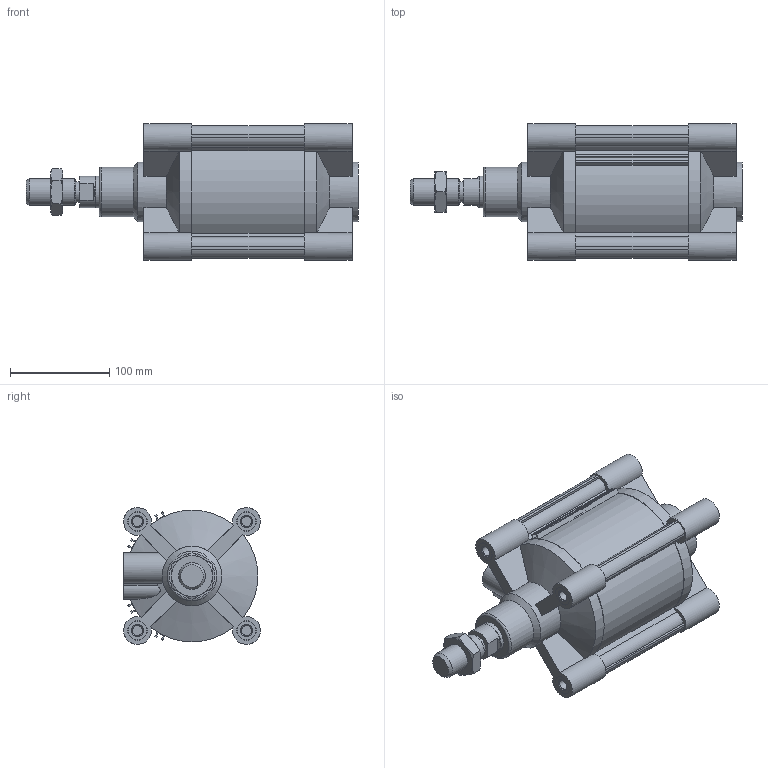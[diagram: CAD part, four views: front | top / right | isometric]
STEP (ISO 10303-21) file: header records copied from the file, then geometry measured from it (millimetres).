
FILE_DESCRIPTION( ( 'STEP AP214' ), '1' );
FILE_NAME( '1390.125.50.01(00).stp', '2021-09-24T17:43:49', ( 'License CC BY-ND 4.0' ), ( 'CADENAS' ), ' ', 'PARTsolutions', ' ' );
FILE_SCHEMA( ( 'AUTOMOTIVE_DESIGN { 1 0 10303 214 1 1 1 1 }' ) );
Length unit declared in the file: millimetre
Products named in the file (6): 1390.125.50.01(00); _125_left_head; _125500CI0; _125-right_head; _125500_piston; _1320.125.18F
Assembly tree (5 placements, depth 2):
  1390.125.50.01(00)
    _125_left_head
    _125500CI0
    _125-right_head
    _125500_piston
    _1320.125.18F
Bounding box: 335 x 138 x 137.99 mm (x, y, z)
Volume: 2328788.4 mm3; surface area: 379162.7 mm2
Topology: 5 solids, 5 shells, 278 faces, 676 edges, 440 vertices
Faces by surface type: plane 150, cylinder 89, cone 38, torus 1
Full cylindrical faces by diameter (mm): 10.106 x8, 11.2 x4, 12 x2, 18.631 x2, 19 x8, 19.5 x8, 20.5 x1, 24.835 x1, 27 x1, 31.5 x1, 32 x2, 50 x1, 60 x2, 125 x4
Entity records: 10470 total; most frequent: CARTESIAN_POINT 1780, DIRECTION 1328, ORIENTED_EDGE 1222, EDGE_CURVE 611, AXIS2_PLACEMENT_3D 501, VERTEX_POINT 437, EDGE_LOOP 386, LINE 326
